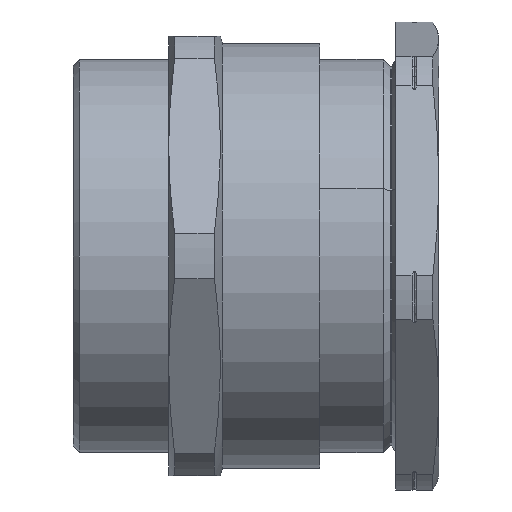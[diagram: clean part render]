
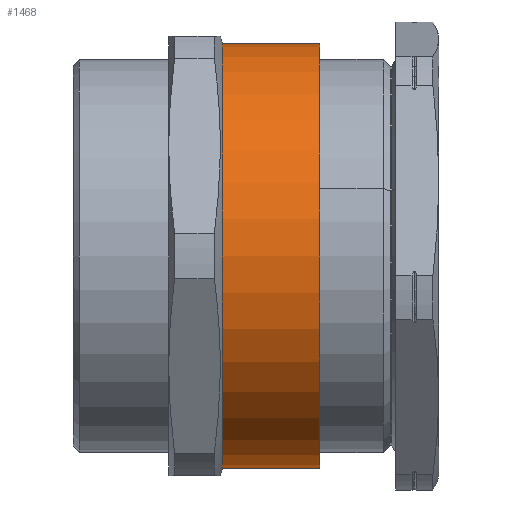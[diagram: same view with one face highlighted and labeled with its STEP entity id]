
A CAD part, front view. The second image highlights one B-rep face of the part: STEP entity #1468.
In plain terms, the highlighted cylindrical face has radius 34 mm (diameter 68 mm), a partial arc.
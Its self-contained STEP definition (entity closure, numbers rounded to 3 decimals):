
#19 = LINE ( 'NONE', #952, #1041 ) ;
#49 = DIRECTION ( 'NONE',  ( 0., 0., -1. ) ) ;
#175 = DIRECTION ( 'NONE',  ( 1., 0., 0. ) ) ;
#200 = ORIENTED_EDGE ( 'NONE', *, *, #433, .F. ) ;
#237 = ORIENTED_EDGE ( 'NONE', *, *, #2565, .T. ) ;
#274 = VECTOR ( 'NONE', #1745, 1000. ) ;
#327 = EDGE_CURVE ( 'NONE', #2646, #1408, #1712, .T. ) ;
#331 = VERTEX_POINT ( 'NONE', #823 ) ;
#409 = AXIS2_PLACEMENT_3D ( 'NONE', #1526, #479, #49 ) ;
#433 = EDGE_CURVE ( 'NONE', #2646, #2811, #2603, .T. ) ;
#479 = DIRECTION ( 'NONE',  ( 1., 0., 0. ) ) ;
#503 = ORIENTED_EDGE ( 'NONE', *, *, #2468, .F. ) ;
#732 = AXIS2_PLACEMENT_3D ( 'NONE', #2348, #175, #2136 ) ;
#808 = CARTESIAN_POINT ( 'NONE',  ( 23.9, 0., 0. ) ) ;
#823 = CARTESIAN_POINT ( 'NONE',  ( 39.5, 0., -34. ) ) ;
#952 = CARTESIAN_POINT ( 'NONE',  ( 39.5, 0., -34. ) ) ;
#1006 = EDGE_LOOP ( 'NONE', ( #200, #2371, #237, #503 ) ) ;
#1041 = VECTOR ( 'NONE', #1616, 1000. ) ;
#1048 = CYLINDRICAL_SURFACE ( 'NONE', #732, 34. ) ;
#1408 = VERTEX_POINT ( 'NONE', #1625 ) ;
#1416 = CARTESIAN_POINT ( 'NONE',  ( 23.9, 0., 34. ) ) ;
#1468 = ADVANCED_FACE ( 'NONE', ( #2449 ), #1048, .T. ) ;
#1477 = DIRECTION ( 'NONE',  ( 0., 0., -1. ) ) ;
#1497 = CARTESIAN_POINT ( 'NONE',  ( 39.5, 0., 34. ) ) ;
#1526 = CARTESIAN_POINT ( 'NONE',  ( 39.5, 0., 0. ) ) ;
#1616 = DIRECTION ( 'NONE',  ( 1., 0., 0. ) ) ;
#1625 = CARTESIAN_POINT ( 'NONE',  ( 23.9, 0., -34. ) ) ;
#1712 = CIRCLE ( 'NONE', #2077, 34. ) ;
#1745 = DIRECTION ( 'NONE',  ( 1., 0., 0. ) ) ;
#2077 = AXIS2_PLACEMENT_3D ( 'NONE', #808, #2354, #1477 ) ;
#2136 = DIRECTION ( 'NONE',  ( 0., 0., -1. ) ) ;
#2168 = CARTESIAN_POINT ( 'NONE',  ( 39.5, 0., 34. ) ) ;
#2348 = CARTESIAN_POINT ( 'NONE',  ( 39.5, 0., 0. ) ) ;
#2354 = DIRECTION ( 'NONE',  ( 1., 0., 0. ) ) ;
#2371 = ORIENTED_EDGE ( 'NONE', *, *, #327, .T. ) ;
#2449 = FACE_OUTER_BOUND ( 'NONE', #1006, .T. ) ;
#2468 = EDGE_CURVE ( 'NONE', #2811, #331, #2695, .T. ) ;
#2565 = EDGE_CURVE ( 'NONE', #1408, #331, #19, .T. ) ;
#2603 = LINE ( 'NONE', #2168, #274 ) ;
#2646 = VERTEX_POINT ( 'NONE', #1416 ) ;
#2695 = CIRCLE ( 'NONE', #409, 34. ) ;
#2811 = VERTEX_POINT ( 'NONE', #1497 ) ;
